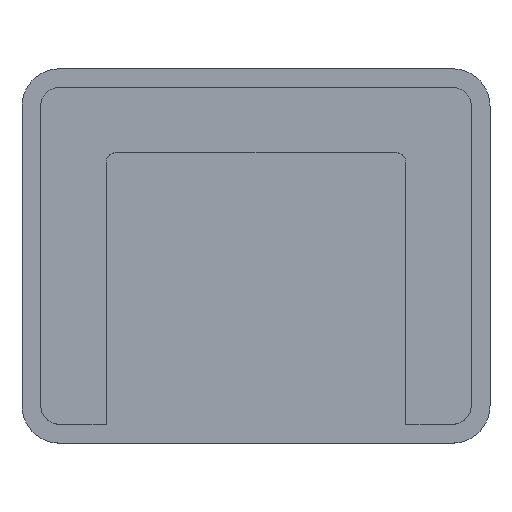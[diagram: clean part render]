
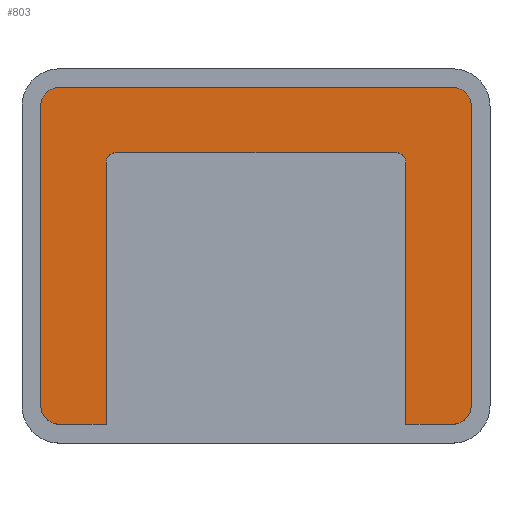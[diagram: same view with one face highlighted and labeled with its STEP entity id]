
A CAD part, top view. The second image highlights one B-rep face of the part: STEP entity #803.
In plain terms, the highlighted planar face has unit normal (0, 0, 1).
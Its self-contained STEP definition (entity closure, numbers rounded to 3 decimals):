
#1 = CARTESIAN_POINT ( 'NONE',  ( 21., -18., 19.5 ) ) ;
#2 = VERTEX_POINT ( 'NONE', #688 ) ;
#9 = AXIS2_PLACEMENT_3D ( 'NONE', #804, #235, #442 ) ;
#13 = FACE_OUTER_BOUND ( 'NONE', #703, .T. ) ;
#16 = CARTESIAN_POINT ( 'NONE',  ( -16., 10., 19.5 ) ) ;
#17 = DIRECTION ( 'NONE',  ( -1., 0., 0. ) ) ;
#30 = DIRECTION ( 'NONE',  ( 1., 0., 0. ) ) ;
#32 = VERTEX_POINT ( 'NONE', #250 ) ;
#40 = VERTEX_POINT ( 'NONE', #382 ) ;
#56 = VERTEX_POINT ( 'NONE', #437 ) ;
#61 = VERTEX_POINT ( 'NONE', #374 ) ;
#63 = CARTESIAN_POINT ( 'NONE',  ( 21., 16., 19.5 ) ) ;
#64 = AXIS2_PLACEMENT_3D ( 'NONE', #458, #331, #17 ) ;
#67 = LINE ( 'NONE', #372, #784 ) ;
#74 = CARTESIAN_POINT ( 'NONE',  ( 21., -16., 19.5 ) ) ;
#78 = DIRECTION ( 'NONE',  ( -1., 0., 0. ) ) ;
#79 = ORIENTED_EDGE ( 'NONE', *, *, #808, .T. ) ;
#81 = EDGE_CURVE ( 'NONE', #220, #32, #612, .T. ) ;
#84 = ORIENTED_EDGE ( 'NONE', *, *, #696, .T. ) ;
#91 = CARTESIAN_POINT ( 'NONE',  ( -16., -18., 19.5 ) ) ;
#94 = EDGE_CURVE ( 'NONE', #56, #101, #504, .T. ) ;
#95 = DIRECTION ( 'NONE',  ( 1., 0., 0. ) ) ;
#98 = LINE ( 'NONE', #601, #129 ) ;
#101 = VERTEX_POINT ( 'NONE', #388 ) ;
#106 = AXIS2_PLACEMENT_3D ( 'NONE', #245, #761, #321 ) ;
#110 = LINE ( 'NONE', #602, #430 ) ;
#124 = PLANE ( 'NONE',  #565 ) ;
#129 = VECTOR ( 'NONE', #481, 1000. ) ;
#160 = VERTEX_POINT ( 'NONE', #586 ) ;
#161 = ORIENTED_EDGE ( 'NONE', *, *, #183, .T. ) ;
#178 = ORIENTED_EDGE ( 'NONE', *, *, #94, .T. ) ;
#181 = DIRECTION ( 'NONE',  ( 0., 0., 1. ) ) ;
#183 = EDGE_CURVE ( 'NONE', #198, #600, #663, .T. ) ;
#198 = VERTEX_POINT ( 'NONE', #595 ) ;
#205 = DIRECTION ( 'NONE',  ( 0., 0., 1. ) ) ;
#215 = ORIENTED_EDGE ( 'NONE', *, *, #243, .T. ) ;
#218 = DIRECTION ( 'NONE',  ( 0., 1., 0. ) ) ;
#220 = VERTEX_POINT ( 'NONE', #463 ) ;
#230 = EDGE_CURVE ( 'NONE', #61, #198, #583, .T. ) ;
#234 = EDGE_CURVE ( 'NONE', #306, #769, #742, .T. ) ;
#235 = DIRECTION ( 'NONE',  ( 0., 0., -1. ) ) ;
#243 = EDGE_CURVE ( 'NONE', #40, #220, #269, .T. ) ;
#245 = CARTESIAN_POINT ( 'NONE',  ( 21., -16., 19.5 ) ) ;
#250 = CARTESIAN_POINT ( 'NONE',  ( 21., 18., 19.5 ) ) ;
#269 = LINE ( 'NONE', #651, #624 ) ;
#285 = ORIENTED_EDGE ( 'NONE', *, *, #525, .T. ) ;
#306 = VERTEX_POINT ( 'NONE', #486 ) ;
#313 = ORIENTED_EDGE ( 'NONE', *, *, #81, .T. ) ;
#317 = DIRECTION ( 'NONE',  ( -1., 0., 0. ) ) ;
#321 = DIRECTION ( 'NONE',  ( 1., 0., 0. ) ) ;
#327 = DIRECTION ( 'NONE',  ( 0., 0., 1. ) ) ;
#328 = CARTESIAN_POINT ( 'NONE',  ( 16., 10., 19.5 ) ) ;
#331 = DIRECTION ( 'NONE',  ( 0., 0., -1. ) ) ;
#339 = ORIENTED_EDGE ( 'NONE', *, *, #420, .T. ) ;
#372 = CARTESIAN_POINT ( 'NONE',  ( -16., -18., 19.5 ) ) ;
#374 = CARTESIAN_POINT ( 'NONE',  ( -23., -16., 19.5 ) ) ;
#376 = VECTOR ( 'NONE', #412, 1000. ) ;
#382 = CARTESIAN_POINT ( 'NONE',  ( 23., -16., 19.5 ) ) ;
#388 = CARTESIAN_POINT ( 'NONE',  ( -23., 16., 19.5 ) ) ;
#395 = AXIS2_PLACEMENT_3D ( 'NONE', #517, #181, #782 ) ;
#398 = ORIENTED_EDGE ( 'NONE', *, *, #230, .T. ) ;
#412 = DIRECTION ( 'NONE',  ( 1., 0., 0. ) ) ;
#418 = DIRECTION ( 'NONE',  ( 0., -1., 0. ) ) ;
#420 = EDGE_CURVE ( 'NONE', #468, #40, #647, .T. ) ;
#430 = VECTOR ( 'NONE', #95, 1000. ) ;
#437 = CARTESIAN_POINT ( 'NONE',  ( -21., 18., 19.5 ) ) ;
#442 = DIRECTION ( 'NONE',  ( -1., 0., 0. ) ) ;
#458 = CARTESIAN_POINT ( 'NONE',  ( 15., 10., 19.5 ) ) ;
#463 = CARTESIAN_POINT ( 'NONE',  ( 23., 16., 19.5 ) ) ;
#468 = VERTEX_POINT ( 'NONE', #1 ) ;
#481 = DIRECTION ( 'NONE',  ( -1., 0., 0. ) ) ;
#486 = CARTESIAN_POINT ( 'NONE',  ( 15., 11., 19.5 ) ) ;
#492 = CARTESIAN_POINT ( 'NONE',  ( 0., 11., 19.5 ) ) ;
#497 = ORIENTED_EDGE ( 'NONE', *, *, #682, .T. ) ;
#504 = CIRCLE ( 'NONE', #395, 2. ) ;
#517 = CARTESIAN_POINT ( 'NONE',  ( -21., 16., 19.5 ) ) ;
#525 = EDGE_CURVE ( 'NONE', #600, #619, #67, .T. ) ;
#549 = CIRCLE ( 'NONE', #9, 1. ) ;
#565 = AXIS2_PLACEMENT_3D ( 'NONE', #74, #758, #630 ) ;
#578 = VECTOR ( 'NONE', #418, 1000. ) ;
#583 = CIRCLE ( 'NONE', #678, 2. ) ;
#586 = CARTESIAN_POINT ( 'NONE',  ( 16., -18., 19.5 ) ) ;
#595 = CARTESIAN_POINT ( 'NONE',  ( -21., -18., 19.5 ) ) ;
#596 = VECTOR ( 'NONE', #30, 1000. ) ;
#600 = VERTEX_POINT ( 'NONE', #722 ) ;
#601 = CARTESIAN_POINT ( 'NONE',  ( 21., 18., 19.5 ) ) ;
#602 = CARTESIAN_POINT ( 'NONE',  ( 21., -18., 19.5 ) ) ;
#606 = ORIENTED_EDGE ( 'NONE', *, *, #234, .T. ) ;
#608 = LINE ( 'NONE', #745, #578 ) ;
#612 = CIRCLE ( 'NONE', #704, 2. ) ;
#619 = VERTEX_POINT ( 'NONE', #16 ) ;
#624 = VECTOR ( 'NONE', #218, 1000. ) ;
#628 = DIRECTION ( 'NONE',  ( 0., 1., 0. ) ) ;
#630 = DIRECTION ( 'NONE',  ( 1., 0., 0. ) ) ;
#645 = CARTESIAN_POINT ( 'NONE',  ( -21., -16., 19.5 ) ) ;
#647 = CIRCLE ( 'NONE', #106, 2. ) ;
#650 = EDGE_CURVE ( 'NONE', #160, #468, #110, .T. ) ;
#651 = CARTESIAN_POINT ( 'NONE',  ( 23., -16., 19.5 ) ) ;
#663 = LINE ( 'NONE', #91, #596 ) ;
#665 = ORIENTED_EDGE ( 'NONE', *, *, #741, .T. ) ;
#678 = AXIS2_PLACEMENT_3D ( 'NONE', #645, #205, #78 ) ;
#682 = EDGE_CURVE ( 'NONE', #2, #306, #800, .T. ) ;
#688 = CARTESIAN_POINT ( 'NONE',  ( -15., 11., 19.5 ) ) ;
#696 = EDGE_CURVE ( 'NONE', #101, #61, #608, .T. ) ;
#698 = LINE ( 'NONE', #776, #766 ) ;
#702 = DIRECTION ( 'NONE',  ( 0., -1., 0. ) ) ;
#703 = EDGE_LOOP ( 'NONE', ( #339, #215, #313, #665, #178, #84, #398, #161, #285, #794, #497, #606, #79, #710 ) ) ;
#704 = AXIS2_PLACEMENT_3D ( 'NONE', #63, #327, #317 ) ;
#710 = ORIENTED_EDGE ( 'NONE', *, *, #650, .T. ) ;
#711 = EDGE_CURVE ( 'NONE', #619, #2, #549, .T. ) ;
#722 = CARTESIAN_POINT ( 'NONE',  ( -16., -18., 19.5 ) ) ;
#741 = EDGE_CURVE ( 'NONE', #32, #56, #98, .T. ) ;
#742 = CIRCLE ( 'NONE', #64, 1. ) ;
#745 = CARTESIAN_POINT ( 'NONE',  ( -23., -16., 19.5 ) ) ;
#758 = DIRECTION ( 'NONE',  ( 0., 0., 1. ) ) ;
#761 = DIRECTION ( 'NONE',  ( 0., 0., 1. ) ) ;
#766 = VECTOR ( 'NONE', #702, 1000. ) ;
#769 = VERTEX_POINT ( 'NONE', #328 ) ;
#776 = CARTESIAN_POINT ( 'NONE',  ( 16., -18., 19.5 ) ) ;
#782 = DIRECTION ( 'NONE',  ( -1., 0., 0. ) ) ;
#784 = VECTOR ( 'NONE', #628, 1000. ) ;
#794 = ORIENTED_EDGE ( 'NONE', *, *, #711, .T. ) ;
#800 = LINE ( 'NONE', #492, #376 ) ;
#803 = ADVANCED_FACE ( 'NONE', ( #13 ), #124, .T. ) ;
#804 = CARTESIAN_POINT ( 'NONE',  ( -15., 10., 19.5 ) ) ;
#808 = EDGE_CURVE ( 'NONE', #769, #160, #698, .T. ) ;
